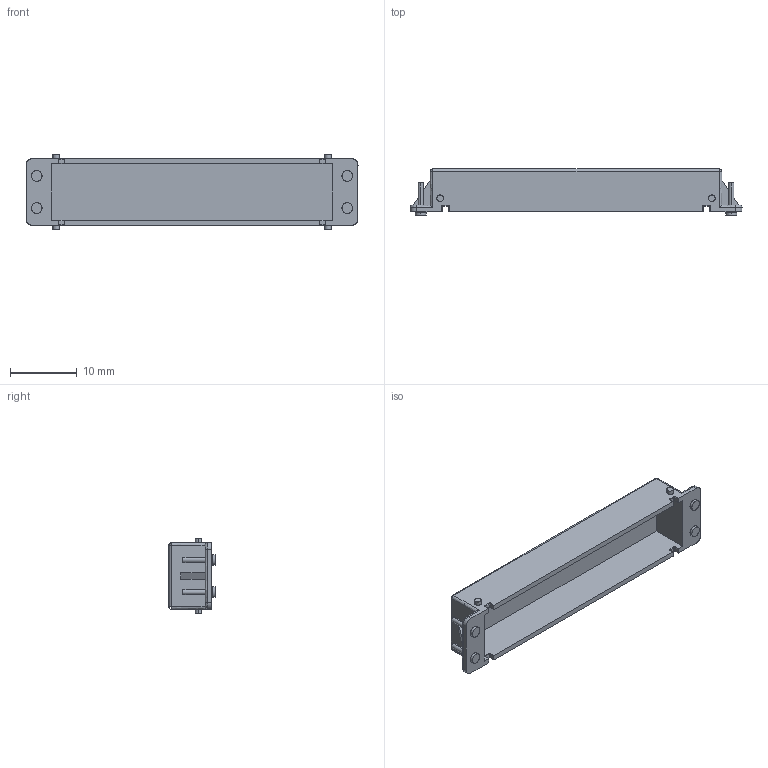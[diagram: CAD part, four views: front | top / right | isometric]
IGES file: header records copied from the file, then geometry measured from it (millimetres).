
Start section: SolidWorks IGES file using analytic representation for surfaces
Global section: file name: SEA 49,6mm.IGS; native system: SolidWorks 2018; preprocessor: SolidWorks 2018; author: ramon.fernandez; date: 190917.104013; units: millimetre
Bounding box: 49.6 x 6.9 x 11.2 mm (x, y, z)
Surface area: 2329.8 mm2 (no closed solid volume)
Topology: 0 solids, 0 shells, 175 faces, 1648 edges, 1644 vertices
Faces by surface type: revolution 89, bspline 86
